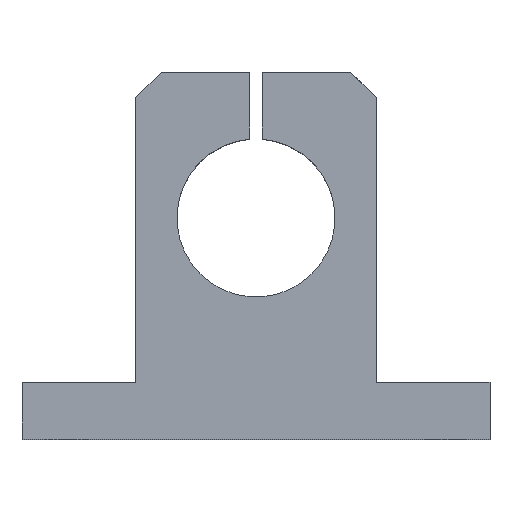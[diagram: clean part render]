
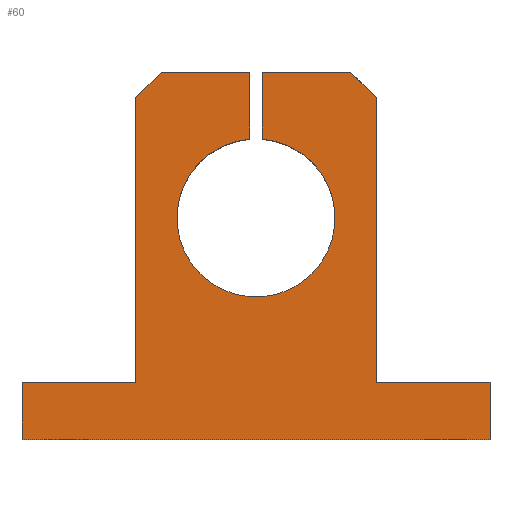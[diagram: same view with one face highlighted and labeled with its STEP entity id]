
A CAD part, top view. The second image highlights one B-rep face of the part: STEP entity #60.
In plain terms, the highlighted planar face has unit normal (0, 0, 1).
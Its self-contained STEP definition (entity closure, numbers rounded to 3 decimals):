
#60 = ADVANCED_FACE( '', ( #130 ), #131, .T. );
#130 = FACE_OUTER_BOUND( '', #215, .T. );
#131 = PLANE( '', #216 );
#215 = EDGE_LOOP( '', ( #336, #337, #338, #339, #340, #341, #342, #343, #344, #345, #346, #347, #348, #349 ) );
#216 = AXIS2_PLACEMENT_3D( '', #350, #351, #352 );
#336 = ORIENTED_EDGE( '', *, *, #505, .T. );
#337 = ORIENTED_EDGE( '', *, *, #508, .T. );
#338 = ORIENTED_EDGE( '', *, *, #479, .T. );
#339 = ORIENTED_EDGE( '', *, *, #509, .T. );
#340 = ORIENTED_EDGE( '', *, *, #510, .T. );
#341 = ORIENTED_EDGE( '', *, *, #511, .T. );
#342 = ORIENTED_EDGE( '', *, *, #512, .T. );
#343 = ORIENTED_EDGE( '', *, *, #513, .T. );
#344 = ORIENTED_EDGE( '', *, *, #486, .F. );
#345 = ORIENTED_EDGE( '', *, *, #473, .T. );
#346 = ORIENTED_EDGE( '', *, *, #491, .T. );
#347 = ORIENTED_EDGE( '', *, *, #514, .T. );
#348 = ORIENTED_EDGE( '', *, *, #515, .T. );
#349 = ORIENTED_EDGE( '', *, *, #516, .T. );
#350 = CARTESIAN_POINT( '', ( 0., 35., 25. ) );
#351 = DIRECTION( '', ( 0., 0., 1. ) );
#352 = DIRECTION( '', ( 1., 0., 0. ) );
#473 = EDGE_CURVE( '', #554, #552, #555, .T. );
#479 = EDGE_CURVE( '', #565, #563, #566, .T. );
#486 = EDGE_CURVE( '', #554, #576, #577, .T. );
#491 = EDGE_CURVE( '', #552, #582, #584, .T. );
#505 = EDGE_CURVE( '', #607, #605, #608, .T. );
#508 = EDGE_CURVE( '', #605, #565, #611, .T. );
#509 = EDGE_CURVE( '', #563, #612, #613, .T. );
#510 = EDGE_CURVE( '', #612, #614, #615, .T. );
#511 = EDGE_CURVE( '', #614, #616, #617, .T. );
#512 = EDGE_CURVE( '', #616, #618, #619, .T. );
#513 = EDGE_CURVE( '', #618, #576, #620, .T. );
#514 = EDGE_CURVE( '', #582, #621, #622, .T. );
#515 = EDGE_CURVE( '', #621, #623, #624, .T. );
#516 = EDGE_CURVE( '', #623, #607, #625, .T. );
#552 = VERTEX_POINT( '', #671 );
#554 = VERTEX_POINT( '', #674 );
#555 = LINE( '', #675, #676 );
#563 = VERTEX_POINT( '', #686 );
#565 = VERTEX_POINT( '', #689 );
#566 = LINE( '', #690, #691 );
#576 = VERTEX_POINT( '', #702 );
#577 = CIRCLE( '', #703, 12.5 );
#582 = VERTEX_POINT( '', #710 );
#584 = LINE( '', #713, #714 );
#605 = VERTEX_POINT( '', #745 );
#607 = VERTEX_POINT( '', #748 );
#608 = LINE( '', #749, #750 );
#611 = LINE( '', #754, #755 );
#612 = VERTEX_POINT( '', #756 );
#613 = LINE( '', #757, #758 );
#614 = VERTEX_POINT( '', #759 );
#615 = LINE( '', #760, #761 );
#616 = VERTEX_POINT( '', #762 );
#617 = LINE( '', #763, #764 );
#618 = VERTEX_POINT( '', #765 );
#619 = LINE( '', #766, #767 );
#620 = LINE( '', #768, #769 );
#621 = VERTEX_POINT( '', #770 );
#622 = LINE( '', #771, #772 );
#623 = VERTEX_POINT( '', #773 );
#624 = LINE( '', #774, #775 );
#625 = LINE( '', #776, #777 );
#671 = CARTESIAN_POINT( '', ( -1., 58., 25. ) );
#674 = CARTESIAN_POINT( '', ( -1., 47.46, 25. ) );
#675 = CARTESIAN_POINT( '', ( -1., 47.46, 25. ) );
#676 = VECTOR( '', #828, 1000. );
#686 = CARTESIAN_POINT( '', ( 37., 9., 25. ) );
#689 = CARTESIAN_POINT( '', ( 37., 0., 25. ) );
#690 = CARTESIAN_POINT( '', ( 37., 0., 25. ) );
#691 = VECTOR( '', #835, 1000. );
#702 = CARTESIAN_POINT( '', ( 1., 47.46, 25. ) );
#703 = AXIS2_PLACEMENT_3D( '', #846, #847, #848 );
#710 = CARTESIAN_POINT( '', ( -15., 58., 25. ) );
#713 = CARTESIAN_POINT( '', ( -1., 58., 25. ) );
#714 = VECTOR( '', #852, 1000. );
#745 = CARTESIAN_POINT( '', ( -37., 0., 25. ) );
#748 = CARTESIAN_POINT( '', ( -37., 9., 25. ) );
#749 = CARTESIAN_POINT( '', ( -37., 9., 25. ) );
#750 = VECTOR( '', #864, 1000. );
#754 = CARTESIAN_POINT( '', ( -37., 0., 25. ) );
#755 = VECTOR( '', #866, 1000. );
#756 = CARTESIAN_POINT( '', ( 19., 9., 25. ) );
#757 = CARTESIAN_POINT( '', ( 37., 9., 25. ) );
#758 = VECTOR( '', #867, 1000. );
#759 = CARTESIAN_POINT( '', ( 19., 54., 25. ) );
#760 = CARTESIAN_POINT( '', ( 19., 9., 25. ) );
#761 = VECTOR( '', #868, 1000. );
#762 = CARTESIAN_POINT( '', ( 15., 58., 25. ) );
#763 = CARTESIAN_POINT( '', ( 19., 54., 25. ) );
#764 = VECTOR( '', #869, 1000. );
#765 = CARTESIAN_POINT( '', ( 1., 58., 25. ) );
#766 = CARTESIAN_POINT( '', ( 15., 58., 25. ) );
#767 = VECTOR( '', #870, 1000. );
#768 = CARTESIAN_POINT( '', ( 1., 58., 25. ) );
#769 = VECTOR( '', #871, 1000. );
#770 = CARTESIAN_POINT( '', ( -19., 54., 25. ) );
#771 = CARTESIAN_POINT( '', ( -15., 58., 25. ) );
#772 = VECTOR( '', #872, 1000. );
#773 = CARTESIAN_POINT( '', ( -19., 9., 25. ) );
#774 = CARTESIAN_POINT( '', ( -19., 54., 25. ) );
#775 = VECTOR( '', #873, 1000. );
#776 = CARTESIAN_POINT( '', ( -19., 9., 25. ) );
#777 = VECTOR( '', #874, 1000. );
#828 = DIRECTION( '', ( 0., 1., 0. ) );
#835 = DIRECTION( '', ( 0., 1., 0. ) );
#846 = CARTESIAN_POINT( '', ( 0., 35., 25. ) );
#847 = DIRECTION( '', ( 0., 0., 1. ) );
#848 = DIRECTION( '', ( 1., 0., 0. ) );
#852 = DIRECTION( '', ( -1., 0., 0. ) );
#864 = DIRECTION( '', ( 0., -1., 0. ) );
#866 = DIRECTION( '', ( 1., 0., 0. ) );
#867 = DIRECTION( '', ( -1., 0., 0. ) );
#868 = DIRECTION( '', ( 0., 1., 0. ) );
#869 = DIRECTION( '', ( -0.707, 0.707, 0. ) );
#870 = DIRECTION( '', ( -1., 0., 0. ) );
#871 = DIRECTION( '', ( 0., -1., 0. ) );
#872 = DIRECTION( '', ( -0.707, -0.707, 0. ) );
#873 = DIRECTION( '', ( 0., -1., 0. ) );
#874 = DIRECTION( '', ( -1., 0., 0. ) );
